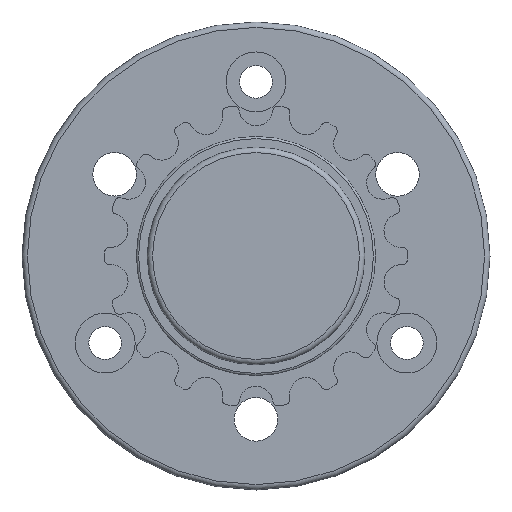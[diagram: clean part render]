
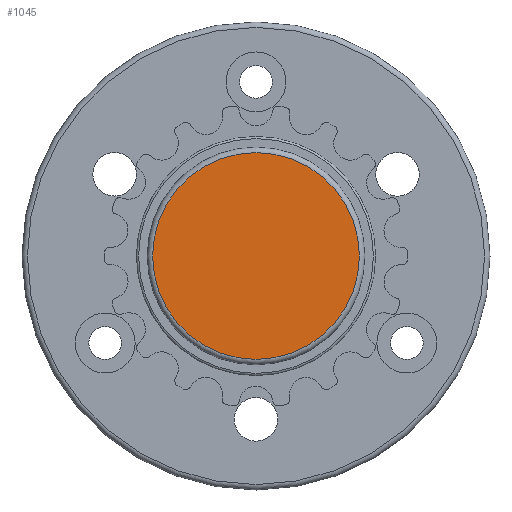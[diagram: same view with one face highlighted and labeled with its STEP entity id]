
A CAD part, left-side view. The second image highlights one B-rep face of the part: STEP entity #1045.
In plain terms, the highlighted planar face has unit normal (-1, 0, 0).
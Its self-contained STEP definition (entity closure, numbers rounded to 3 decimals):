
#233=FACE_OUTER_BOUND('',#297,.T.);
#297=EDGE_LOOP('',(#729));
#377=CIRCLE('',#1125,9.499);
#450=VERTEX_POINT('',#1542);
#557=EDGE_CURVE('',#450,#450,#377,.T.);
#729=ORIENTED_EDGE('',*,*,#557,.F.);
#1032=PLANE('',#1131);
#1045=ADVANCED_FACE('',(#233),#1032,.F.);
#1125=AXIS2_PLACEMENT_3D('',#1543,#1256,#1257);
#1131=AXIS2_PLACEMENT_3D('',#1553,#1269,#1270);
#1256=DIRECTION('center_axis',(1.,0.,0.));
#1257=DIRECTION('ref_axis',(0.,1.,0.));
#1269=DIRECTION('center_axis',(1.,0.,0.));
#1270=DIRECTION('ref_axis',(0.,1.,0.));
#1542=CARTESIAN_POINT('',(-902.7,-193.5,840.501));
#1543=CARTESIAN_POINT('Origin',(-902.7,-193.5,850.));
#1553=CARTESIAN_POINT('Origin',(-902.7,-193.5,850.));
